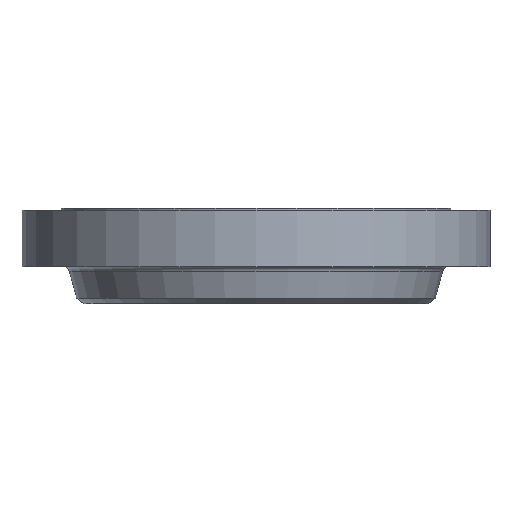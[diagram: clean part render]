
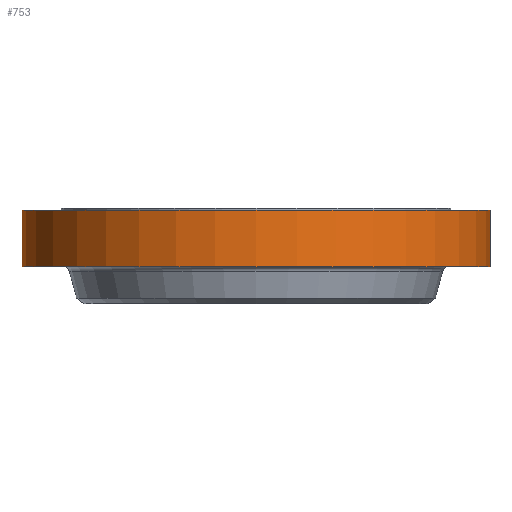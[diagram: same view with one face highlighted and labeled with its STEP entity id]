
A CAD part, front view. The second image highlights one B-rep face of the part: STEP entity #753.
In plain terms, the highlighted cylindrical face has radius 701.675 mm (diameter 1403.35 mm), a partial arc.
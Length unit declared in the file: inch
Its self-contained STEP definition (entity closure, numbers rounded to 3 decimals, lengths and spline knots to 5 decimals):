
#6 = DIRECTION ( 'NONE',  ( 1., 0., 0. ) ) ;
#9 = LINE ( 'NONE', #1407, #507 ) ;
#18 = CARTESIAN_POINT ( 'NONE',  ( 27.625, 0., -0.25 ) ) ;
#160 = ORIENTED_EDGE ( 'NONE', *, *, #2104, .F. ) ;
#351 = ORIENTED_EDGE ( 'NONE', *, *, #782, .F. ) ;
#378 = DIRECTION ( 'NONE',  ( 0., 0., 1. ) ) ;
#394 = DIRECTION ( 'NONE',  ( 0., 0., 1. ) ) ;
#424 = DIRECTION ( 'NONE',  ( 0., 0., 1. ) ) ;
#506 = CIRCLE ( 'NONE', #1797, 27.625 ) ;
#507 = VECTOR ( 'NONE', #1776, 39.37008 ) ;
#532 = CARTESIAN_POINT ( 'NONE',  ( -27.625, 0., -0.25 ) ) ;
#582 = DIRECTION ( 'NONE',  ( 1., 0., 0. ) ) ;
#600 = CYLINDRICAL_SURFACE ( 'NONE', #2522, 27.625 ) ;
#629 = CARTESIAN_POINT ( 'NONE',  ( 0., 0., -6.875 ) ) ;
#722 = DIRECTION ( 'NONE',  ( 0., 0., 1. ) ) ;
#753 = ADVANCED_FACE ( 'NONE', ( #846 ), #600, .T. ) ;
#782 = EDGE_CURVE ( 'NONE', #2201, #2021, #506, .T. ) ;
#843 = VERTEX_POINT ( 'NONE', #1788 ) ;
#846 = FACE_OUTER_BOUND ( 'NONE', #1243, .T. ) ;
#945 = CARTESIAN_POINT ( 'NONE',  ( -27.625, 0., 0. ) ) ;
#1089 = CIRCLE ( 'NONE', #1420, 27.625 ) ;
#1243 = EDGE_LOOP ( 'NONE', ( #160, #1615, #1589, #351 ) ) ;
#1267 = VECTOR ( 'NONE', #722, 39.37008 ) ;
#1279 = VERTEX_POINT ( 'NONE', #1962 ) ;
#1407 = CARTESIAN_POINT ( 'NONE',  ( 27.625, 0., 0. ) ) ;
#1411 = EDGE_CURVE ( 'NONE', #843, #1279, #1089, .T. ) ;
#1420 = AXIS2_PLACEMENT_3D ( 'NONE', #629, #424, #6 ) ;
#1562 = DIRECTION ( 'NONE',  ( 1., 0., 0. ) ) ;
#1589 = ORIENTED_EDGE ( 'NONE', *, *, #2216, .T. ) ;
#1615 = ORIENTED_EDGE ( 'NONE', *, *, #1411, .T. ) ;
#1776 = DIRECTION ( 'NONE',  ( 0., 0., 1. ) ) ;
#1788 = CARTESIAN_POINT ( 'NONE',  ( -27.625, 0., -6.875 ) ) ;
#1797 = AXIS2_PLACEMENT_3D ( 'NONE', #2180, #394, #582 ) ;
#1802 = CARTESIAN_POINT ( 'NONE',  ( 0., 0., 0. ) ) ;
#1962 = CARTESIAN_POINT ( 'NONE',  ( 27.625, 0., -6.875 ) ) ;
#2021 = VERTEX_POINT ( 'NONE', #18 ) ;
#2104 = EDGE_CURVE ( 'NONE', #843, #2201, #2305, .T. ) ;
#2180 = CARTESIAN_POINT ( 'NONE',  ( 0., 0., -0.25 ) ) ;
#2201 = VERTEX_POINT ( 'NONE', #532 ) ;
#2216 = EDGE_CURVE ( 'NONE', #1279, #2021, #9, .T. ) ;
#2305 = LINE ( 'NONE', #945, #1267 ) ;
#2522 = AXIS2_PLACEMENT_3D ( 'NONE', #1802, #378, #1562 ) ;
